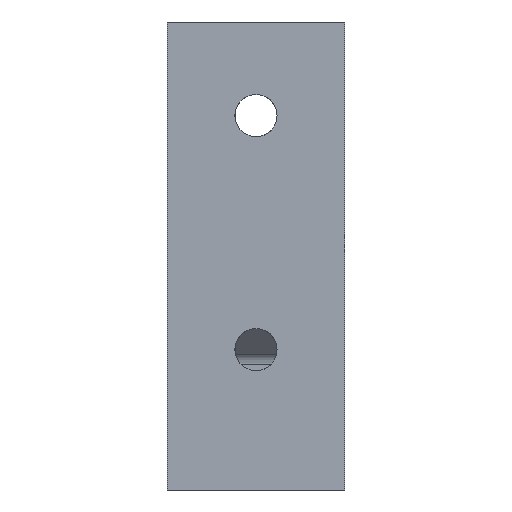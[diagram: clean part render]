
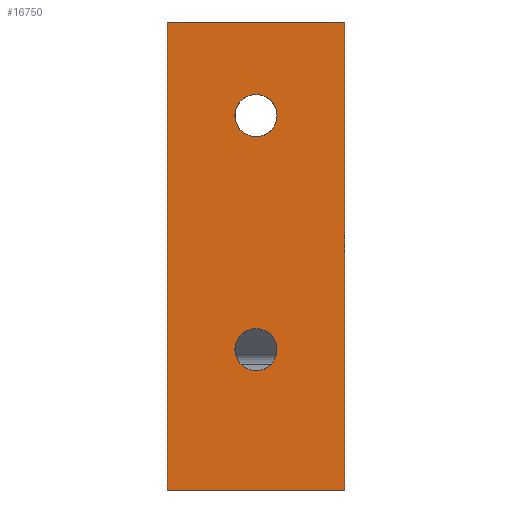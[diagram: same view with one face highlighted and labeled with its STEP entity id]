
A CAD part, front view. The second image highlights one B-rep face of the part: STEP entity #16750.
In plain terms, the highlighted face is planar.
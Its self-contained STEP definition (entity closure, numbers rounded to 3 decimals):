
#2470=CARTESIAN_POINT('',(-19.,0.,10.));
#2480=VERTEX_POINT('',#2470);
#4280=CARTESIAN_POINT('',(-19.,0.,-90.));
#4290=VERTEX_POINT('',#4280);
#4320=CARTESIAN_POINT('',(-19.,0.,0.));
#4330=DIRECTION('',(0.,0.,1.));
#4340=VECTOR('',#4330,1.);
#4350=LINE('',#4320,#4340);
#4360=EDGE_CURVE('',#4290,#2480,#4350,.T.);
#4780=CARTESIAN_POINT('',(0.,0.,-60.));
#4790=DIRECTION('',(0.,-1.,0.));
#4800=DIRECTION('',(1.,0.,0.));
#4810=AXIS2_PLACEMENT_3D('',#4780,#4790,#4800);
#4820=CIRCLE('',#4810,4.5);
#4830=CARTESIAN_POINT('',(4.472,0.,-59.5));
#4840=VERTEX_POINT('',#4830);
#4850=CARTESIAN_POINT('',(-4.5,0.,-60.));
#4860=VERTEX_POINT('',#4850);
#4870=EDGE_CURVE('',#4840,#4860,#4820,.T.);
#9010=CARTESIAN_POINT('',(19.,0.,10.));
#9020=VERTEX_POINT('',#9010);
#9050=CARTESIAN_POINT('',(19.,0.,-82.));
#9060=DIRECTION('',(0.,0.,-1.));
#9070=VECTOR('',#9060,1.);
#9080=LINE('',#9050,#9070);
#9090=CARTESIAN_POINT('',(19.,0.,-90.));
#9100=VERTEX_POINT('',#9090);
#9110=EDGE_CURVE('',#9020,#9100,#9080,.T.);
#14880=CARTESIAN_POINT('',(81.,0.,10.));
#14890=DIRECTION('',(1.,0.,0.));
#14900=VECTOR('',#14890,1.);
#14910=LINE('',#14880,#14900);
#14920=EDGE_CURVE('',#2480,#9020,#14910,.T.);
#15370=CARTESIAN_POINT('',(4.472,0.,-10.5)
);
#15380=VERTEX_POINT('',#15370);
#15540=CARTESIAN_POINT('',(-4.5,0.,-10.));
#15550=VERTEX_POINT('',#15540);
#15580=CARTESIAN_POINT('',(0.,0.,-10.));
#15590=DIRECTION('',(0.,-1.,0.));
#15600=DIRECTION('',(1.,0.,0.));
#15610=AXIS2_PLACEMENT_3D('',#15580,#15590,#15600);
#15620=CIRCLE('',#15610,4.5);
#15630=EDGE_CURVE('',#15550,#15380,#15620,.T.);
#15850=CARTESIAN_POINT('',(0.,0.,-60.));
#15860=DIRECTION('',(0.,1.,0.));
#15870=DIRECTION('',(1.,0.,0.));
#15880=AXIS2_PLACEMENT_3D('',#15850,#15860,#15870);
#15890=CIRCLE('',#15880,4.5);
#15900=CARTESIAN_POINT('',(4.472,0.,-60.5)
);
#15910=VERTEX_POINT('',#15900);
#15920=EDGE_CURVE('',#4840,#15910,#15890,.T.);
#16270=CARTESIAN_POINT('',(0.,0.,-10.));
#16280=DIRECTION('',(0.,1.,0.));
#16290=DIRECTION('',(1.,0.,0.));
#16300=AXIS2_PLACEMENT_3D('',#16270,#16280,#16290);
#16310=CIRCLE('',#16300,4.5);
#16320=CARTESIAN_POINT('',(4.472,0.,-9.5));
#16330=VERTEX_POINT('',#16320);
#16340=EDGE_CURVE('',#16330,#15380,#16310,.T.);
#16470=CARTESIAN_POINT('',(81.,0.,18.));
#16480=DIRECTION('',(0.,1.,0.));
#16490=DIRECTION('',(0.,0.,-1.));
#16500=AXIS2_PLACEMENT_3D('',#16470,#16480,#16490);
#16510=PLANE('',#16500);
#16520=ORIENTED_EDGE('',*,*,#15630,.T.);
#16530=EDGE_CURVE('',#16330,#15550,#15620,.T.);
#16540=ORIENTED_EDGE('',*,*,#16530,.T.);
#16550=ORIENTED_EDGE('',*,*,#16340,.F.);
#16560=EDGE_LOOP('',(#16550,#16540,#16520));
#16570=FACE_BOUND('',#16560,.T.);
#16580=EDGE_CURVE('',#4860,#15910,#4820,.T.);
#16590=ORIENTED_EDGE('',*,*,#16580,.T.);
#16600=ORIENTED_EDGE('',*,*,#4870,.T.);
#16610=ORIENTED_EDGE('',*,*,#15920,.F.);
#16620=EDGE_LOOP('',(#16610,#16600,#16590));
#16630=FACE_BOUND('',#16620,.T.);
#16640=ORIENTED_EDGE('',*,*,#14920,.T.);
#16650=ORIENTED_EDGE('',*,*,#4360,.T.);
#16660=CARTESIAN_POINT('',(0.,0.,-90.));
#16670=DIRECTION('',(-1.,0.,0.));
#16680=VECTOR('',#16670,1.);
#16690=LINE('',#16660,#16680);
#16700=EDGE_CURVE('',#9100,#4290,#16690,.T.);
#16710=ORIENTED_EDGE('',*,*,#16700,.T.);
#16720=ORIENTED_EDGE('',*,*,#9110,.T.);
#16730=EDGE_LOOP('',(#16720,#16710,#16650,#16640));
#16740=FACE_OUTER_BOUND('',#16730,.T.);
#16750=ADVANCED_FACE('',(#16570,#16630,#16740),#16510,.T.);
